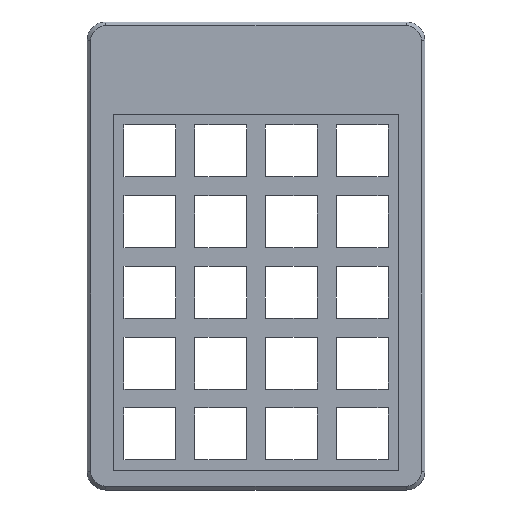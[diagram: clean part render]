
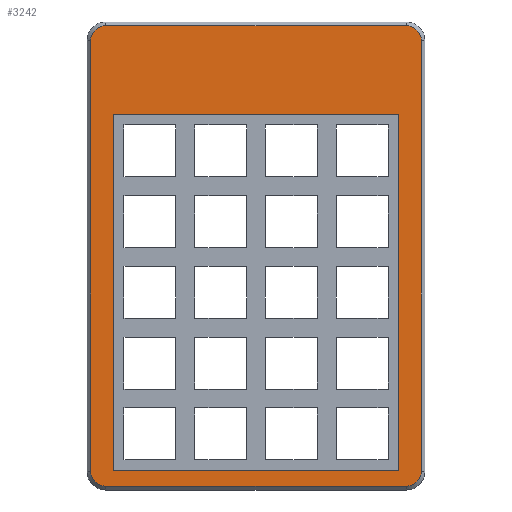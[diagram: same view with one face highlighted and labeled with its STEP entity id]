
A CAD part, top view. The second image highlights one B-rep face of the part: STEP entity #3242.
In plain terms, the highlighted planar face has unit normal (0, 0, 1).
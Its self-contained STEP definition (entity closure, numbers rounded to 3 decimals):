
#19=FACE_BOUND('',#418,.T.);
#82=PLANE('',#4035);
#253=FACE_OUTER_BOUND('',#417,.T.);
#417=EDGE_LOOP('',(#2422,#2423,#2424,#2425,#2426,#2427,#2428,#2429));
#418=EDGE_LOOP('',(#2430,#2431,#2432,#2433));
#653=LINE('',#5512,#1085);
#658=LINE('',#5521,#1090);
#662=LINE('',#5528,#1094);
#666=LINE('',#5540,#1098);
#670=LINE('',#5552,#1102);
#674=LINE('',#5564,#1106);
#678=LINE('',#5576,#1110);
#679=LINE('',#5577,#1111);
#1085=VECTOR('',#4450,10.);
#1090=VECTOR('',#4457,10.);
#1094=VECTOR('',#4463,10.);
#1098=VECTOR('',#4475,10.);
#1102=VECTOR('',#4487,10.);
#1106=VECTOR('',#4499,10.);
#1110=VECTOR('',#4517,10.);
#1111=VECTOR('',#4518,10.);
#1477=CIRCLE('',#4019,4.);
#1479=CIRCLE('',#4023,4.);
#1481=CIRCLE('',#4027,4.);
#1483=CIRCLE('',#4031,4.);
#1554=VERTEX_POINT('',#5508);
#1556=VERTEX_POINT('',#5511);
#1559=VERTEX_POINT('',#5519);
#1560=VERTEX_POINT('',#5524);
#1561=VERTEX_POINT('',#5526);
#1562=VERTEX_POINT('',#5530);
#1564=VERTEX_POINT('',#5536);
#1566=VERTEX_POINT('',#5542);
#1568=VERTEX_POINT('',#5548);
#1570=VERTEX_POINT('',#5554);
#1572=VERTEX_POINT('',#5560);
#1574=VERTEX_POINT('',#5575);
#1876=EDGE_CURVE('',#1554,#1556,#653,.T.);
#1881=EDGE_CURVE('',#1559,#1554,#658,.T.);
#1885=EDGE_CURVE('',#1561,#1560,#662,.T.);
#1888=EDGE_CURVE('',#1560,#1562,#1477,.T.);
#1891=EDGE_CURVE('',#1562,#1564,#666,.T.);
#1894=EDGE_CURVE('',#1564,#1566,#1479,.T.);
#1897=EDGE_CURVE('',#1566,#1568,#670,.T.);
#1900=EDGE_CURVE('',#1568,#1570,#1481,.T.);
#1903=EDGE_CURVE('',#1570,#1572,#674,.T.);
#1905=EDGE_CURVE('',#1572,#1561,#1483,.T.);
#1909=EDGE_CURVE('',#1574,#1559,#678,.T.);
#1910=EDGE_CURVE('',#1556,#1574,#679,.T.);
#2422=ORIENTED_EDGE('',*,*,#1885,.F.);
#2423=ORIENTED_EDGE('',*,*,#1905,.F.);
#2424=ORIENTED_EDGE('',*,*,#1903,.F.);
#2425=ORIENTED_EDGE('',*,*,#1900,.F.);
#2426=ORIENTED_EDGE('',*,*,#1897,.F.);
#2427=ORIENTED_EDGE('',*,*,#1894,.F.);
#2428=ORIENTED_EDGE('',*,*,#1891,.F.);
#2429=ORIENTED_EDGE('',*,*,#1888,.F.);
#2430=ORIENTED_EDGE('',*,*,#1881,.F.);
#2431=ORIENTED_EDGE('',*,*,#1909,.F.);
#2432=ORIENTED_EDGE('',*,*,#1910,.F.);
#2433=ORIENTED_EDGE('',*,*,#1876,.F.);
#3242=ADVANCED_FACE('',(#253,#19),#82,.F.);
#4019=AXIS2_PLACEMENT_3D('',#5534,#4469,#4470);
#4023=AXIS2_PLACEMENT_3D('',#5546,#4481,#4482);
#4027=AXIS2_PLACEMENT_3D('',#5558,#4493,#4494);
#4031=AXIS2_PLACEMENT_3D('',#5567,#4504,#4505);
#4035=AXIS2_PLACEMENT_3D('',#5574,#4515,#4516);
#4450=DIRECTION('',(-1.,0.,0.));
#4457=DIRECTION('',(0.,1.,0.));
#4463=DIRECTION('',(0.,1.,0.));
#4469=DIRECTION('center_axis',(0.,0.,-1.));
#4470=DIRECTION('ref_axis',(-0.707,0.707,0.));
#4475=DIRECTION('',(1.,0.,0.));
#4481=DIRECTION('center_axis',(0.,0.,-1.));
#4482=DIRECTION('ref_axis',(0.707,0.707,0.));
#4487=DIRECTION('',(0.,-1.,0.));
#4493=DIRECTION('center_axis',(0.,0.,-1.));
#4494=DIRECTION('ref_axis',(0.707,-0.707,0.));
#4499=DIRECTION('',(-1.,0.,0.));
#4504=DIRECTION('center_axis',(0.,0.,-1.));
#4505=DIRECTION('ref_axis',(-0.707,-0.707,0.));
#4515=DIRECTION('center_axis',(0.,0.,-1.));
#4516=DIRECTION('ref_axis',(-1.,0.,0.));
#4517=DIRECTION('',(1.,0.,0.));
#4518=DIRECTION('',(0.,-1.,0.));
#5508=CARTESIAN_POINT('',(181.35,-56.765,12.055));
#5511=CARTESIAN_POINT('',(104.35,-56.765,12.055));
#5512=CARTESIAN_POINT('',(162.1,-56.765,12.055));
#5519=CARTESIAN_POINT('',(181.35,-152.665,12.055));
#5521=CARTESIAN_POINT('',(181.35,-123.815,12.055));
#5524=CARTESIAN_POINT('',(98.35,-36.965,12.055));
#5526=CARTESIAN_POINT('',(98.35,-152.965,12.055));
#5528=CARTESIAN_POINT('',(98.35,-126.465,12.055));
#5530=CARTESIAN_POINT('',(102.35,-32.965,12.055));
#5534=CARTESIAN_POINT('Origin',(102.35,-36.965,12.055));
#5536=CARTESIAN_POINT('',(183.35,-32.965,12.055));
#5540=CARTESIAN_POINT('',(120.1,-32.965,12.055));
#5542=CARTESIAN_POINT('',(187.35,-36.965,12.055));
#5546=CARTESIAN_POINT('Origin',(183.35,-36.965,12.055));
#5548=CARTESIAN_POINT('',(187.35,-152.965,12.055));
#5552=CARTESIAN_POINT('',(187.35,-63.465,12.055));
#5554=CARTESIAN_POINT('',(183.35,-156.965,12.055));
#5558=CARTESIAN_POINT('Origin',(183.35,-152.965,12.055));
#5560=CARTESIAN_POINT('',(102.35,-156.965,12.055));
#5564=CARTESIAN_POINT('',(165.6,-156.965,12.055));
#5567=CARTESIAN_POINT('Origin',(102.35,-152.965,12.055));
#5574=CARTESIAN_POINT('Origin',(142.85,-94.965,12.055));
#5575=CARTESIAN_POINT('',(104.35,-152.665,12.055));
#5576=CARTESIAN_POINT('',(123.6,-152.665,12.055));
#5577=CARTESIAN_POINT('',(104.35,-75.865,12.055));
